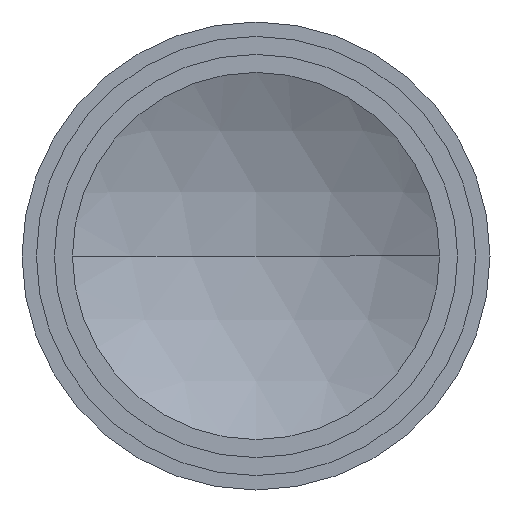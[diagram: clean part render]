
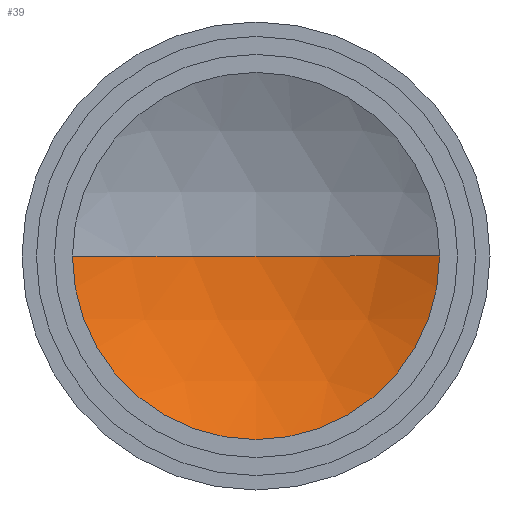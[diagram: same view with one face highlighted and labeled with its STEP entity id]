
A CAD part, left-side view. The second image highlights one B-rep face of the part: STEP entity #39.
In plain terms, the highlighted spherical face has radius 2.692 mm.
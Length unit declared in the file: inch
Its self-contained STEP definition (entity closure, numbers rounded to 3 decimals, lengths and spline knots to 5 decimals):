
#5 = VERTEX_POINT ( 'NONE', #383 ) ;
#37 = DIRECTION ( 'NONE',  ( 1., 0., 0. ) ) ;
#39 = ADVANCED_FACE ( 'NONE', ( #412 ), #133, .F. ) ;
#57 = VERTEX_POINT ( 'NONE', #132 ) ;
#75 = AXIS2_PLACEMENT_3D ( 'NONE', #188, #285, #144 ) ;
#77 = DIRECTION ( 'NONE',  ( 0., 0., -1. ) ) ;
#83 = EDGE_LOOP ( 'NONE', ( #436, #356, #120 ) ) ;
#93 = CIRCLE ( 'NONE', #428, 0.106 ) ;
#108 = CARTESIAN_POINT ( 'NONE',  ( -0.59292, 0., 0. ) ) ;
#120 = ORIENTED_EDGE ( 'NONE', *, *, #279, .F. ) ;
#129 = EDGE_CURVE ( 'NONE', #5, #57, #289, .T. ) ;
#132 = CARTESIAN_POINT ( 'NONE',  ( -0.5, 0.051, 0. ) ) ;
#133 = SPHERICAL_SURFACE ( 'NONE', #75, 0.106 ) ;
#144 = DIRECTION ( 'NONE',  ( 0., 1., 0. ) ) ;
#146 = DIRECTION ( 'NONE',  ( -1., 0., 0. ) ) ;
#161 = EDGE_CURVE ( 'NONE', #5, #426, #93, .T. ) ;
#174 = AXIS2_PLACEMENT_3D ( 'NONE', #108, #351, #146 ) ;
#188 = CARTESIAN_POINT ( 'NONE',  ( -0.59292, 0., 0. ) ) ;
#279 = EDGE_CURVE ( 'NONE', #57, #426, #344, .T. ) ;
#283 = DIRECTION ( 'NONE',  ( 0., -1., 0. ) ) ;
#285 = DIRECTION ( 'NONE',  ( 0., 0., 1. ) ) ;
#289 = CIRCLE ( 'NONE', #365, 0.051 ) ;
#314 = DIRECTION ( 'NONE',  ( 0., 0., 1. ) ) ;
#324 = CARTESIAN_POINT ( 'NONE',  ( -0.59292, 0., 0. ) ) ;
#328 = CARTESIAN_POINT ( 'NONE',  ( -0.48692, 0., 0. ) ) ;
#344 = CIRCLE ( 'NONE', #174, 0.106 ) ;
#351 = DIRECTION ( 'NONE',  ( 0., 0., -1. ) ) ;
#356 = ORIENTED_EDGE ( 'NONE', *, *, #161, .T. ) ;
#365 = AXIS2_PLACEMENT_3D ( 'NONE', #420, #37, #77 ) ;
#383 = CARTESIAN_POINT ( 'NONE',  ( -0.5, -0.051, 0. ) ) ;
#412 = FACE_OUTER_BOUND ( 'NONE', #83, .T. ) ;
#420 = CARTESIAN_POINT ( 'NONE',  ( -0.5, 0., 0. ) ) ;
#426 = VERTEX_POINT ( 'NONE', #328 ) ;
#428 = AXIS2_PLACEMENT_3D ( 'NONE', #324, #314, #283 ) ;
#436 = ORIENTED_EDGE ( 'NONE', *, *, #129, .F. ) ;
